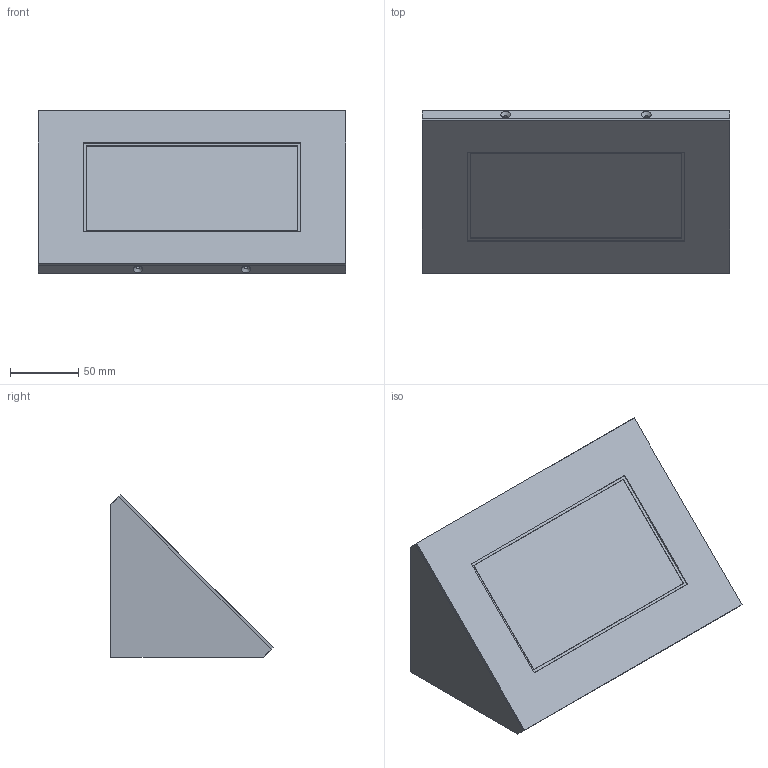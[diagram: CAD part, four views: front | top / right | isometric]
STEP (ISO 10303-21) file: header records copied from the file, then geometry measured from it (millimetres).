
FILE_DESCRIPTION(/* description */ (''),/* implementation_level */ '2;1');
FILE_NAME(/* name */ 'MakrotouchCase.step',/* time_stamp */ '2021-08-30T23:47:51+02:00',/* author */ (''),/* organization */ (''),/* preprocessor_version */ 'ST-DEVELOPER v18.1',/* originating_system */ 'Autodesk Translation Framework v10.10.0.1391',/* authorisation */ '');
FILE_SCHEMA (('AUTOMOTIVE_DESIGN { 1 0 10303 214 3 1 1 }'));
Length unit declared in the file: millimetre
Products named in the file (1): MakrotouchCase
Bounding box: 225 x 118.79 x 118.79 mm (x, y, z)
Volume: 588551.8 mm3; surface area: 242054.8 mm2
Topology: 4 solids, 4 shells, 156 faces, 377 edges, 248 vertices
Faces by surface type: plane 103, cylinder 45, cone 8
Full cylindrical faces by diameter (mm): 2.5 x28, 5 x1, 8 x4
Entity records: 4673 total; most frequent: DIRECTION 789, CARTESIAN_POINT 782, ORIENTED_EDGE 754, EDGE_CURVE 377, LINE 279, VECTOR 279, AXIS2_PLACEMENT_3D 255, VERTEX_POINT 248
